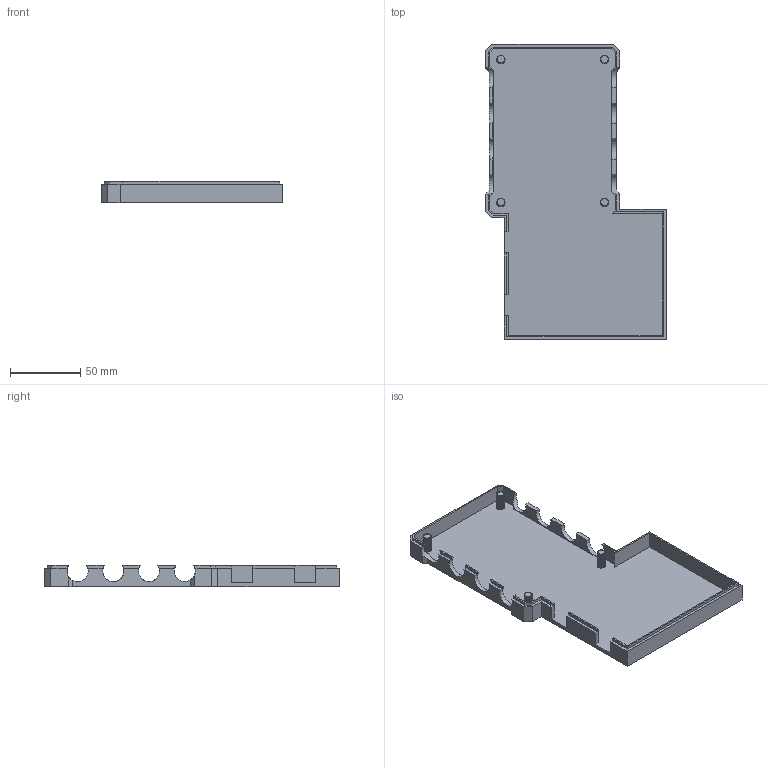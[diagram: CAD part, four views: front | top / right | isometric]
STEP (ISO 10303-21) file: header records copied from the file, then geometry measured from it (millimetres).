
FILE_DESCRIPTION(/* description */ (''),/* implementation_level */ '2;1');
FILE_NAME(/* name */ 'CASE.step',/* time_stamp */ '2023-12-28T17:39:40+09:00',/* author */ (''),/* organization */ (''),/* preprocessor_version */ 'ST-DEVELOPER v20',/* originating_system */ 'Autodesk Translation Framework v12.14.0.127',/* authorisation */ '');
FILE_SCHEMA (('AUTOMOTIVE_DESIGN { 1 0 10303 214 3 1 1 }'));
Length unit declared in the file: millimetre
Products named in the file (1): FusionComponent
Bounding box: 128.46 x 209.74 x 15 mm (x, y, z)
Volume: 82495.4 mm3; surface area: 59420.9 mm2
Topology: 1 solids, 1 shells, 211 faces, 615 edges, 410 vertices
Faces by surface type: cylinder 112, plane 91, bspline 8
Full cylindrical faces by diameter (mm): 4.744 x12, 5.884 x27
Entity records: 13472 total; most frequent: CARTESIAN_POINT 8261, ORIENTED_EDGE 1230, DIRECTION 857, EDGE_CURVE 615, VERTEX_POINT 410, LINE 333, VECTOR 333, AXIS2_PLACEMENT_3D 262
